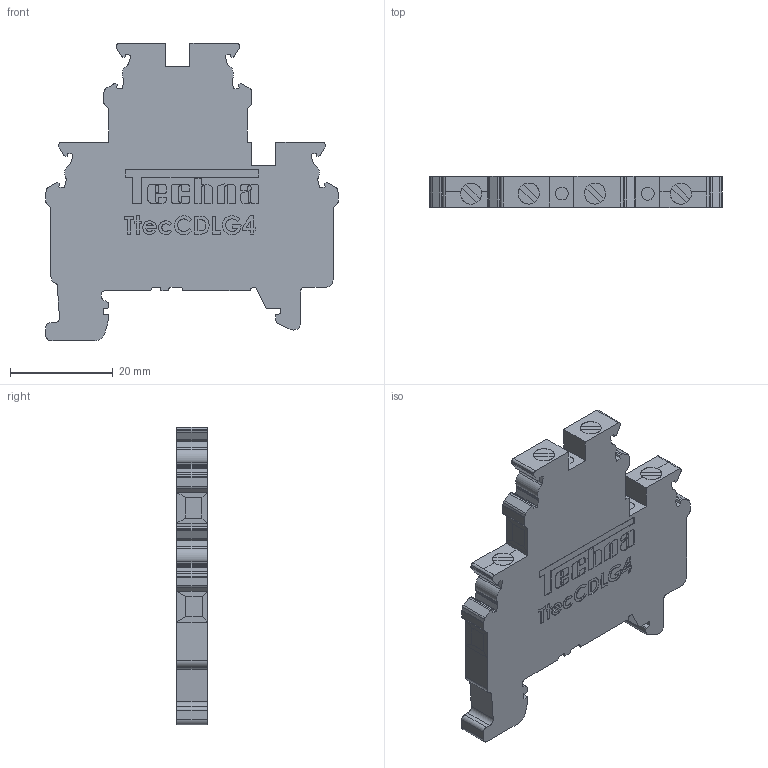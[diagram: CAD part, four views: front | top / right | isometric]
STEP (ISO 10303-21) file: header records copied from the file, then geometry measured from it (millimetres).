
FILE_DESCRIPTION (( 'STEP AP214' ), '1' );
FILE_NAME ('TtecCDLG4.STEP', '2020-10-19T09:04:34', ( '' ), ( '' ), 'SwSTEP 2.0', 'SolidWorks 2020', '' );
FILE_SCHEMA (( 'AUTOMOTIVE_DESIGN' ));
Length unit declared in the file: millimetre
Products named in the file (1): TtecCDLG4
Bounding box: 57 x 6 x 58 mm (x, y, z)
Volume: 12692.6 mm3; surface area: 6051.7 mm2
Topology: 1 solids, 1 shells, 771 faces, 2121 edges, 1396 vertices
Faces by surface type: plane 474, cylinder 217, bspline 80
Entity records: 34700 total; most frequent: CARTESIAN_POINT 9585, ORIENTED_EDGE 4242, DIRECTION 3795, EDGE_CURVE 2121, VECTOR 1511, LINE 1511, VERTEX_POINT 1396, AXIS2_PLACEMENT_3D 1142
